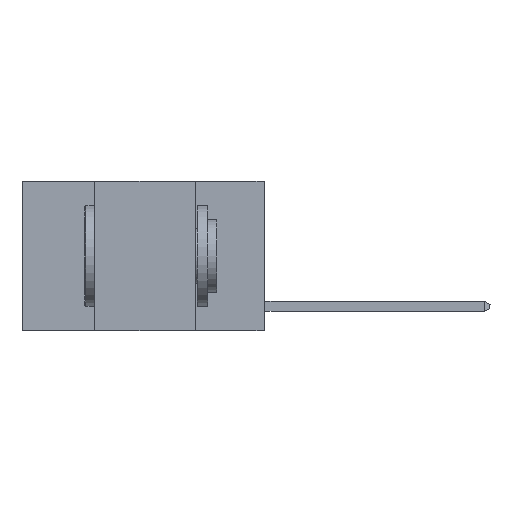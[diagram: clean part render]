
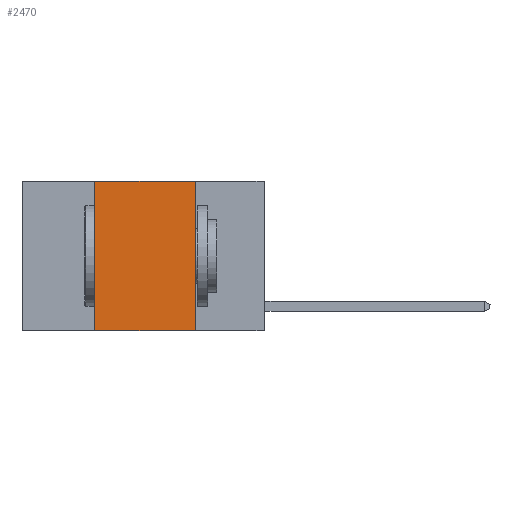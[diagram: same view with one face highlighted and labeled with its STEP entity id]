
A CAD part, left-side view. The second image highlights one B-rep face of the part: STEP entity #2470.
In plain terms, the highlighted planar face has unit normal (-1, 0, 0).
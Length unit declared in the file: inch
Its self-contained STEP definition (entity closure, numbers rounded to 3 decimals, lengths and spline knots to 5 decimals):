
#885 = CARTESIAN_POINT ( 'NONE',  ( 0., 0.42, 0. ) ) ;
#2470 = ADVANCED_FACE ( 'NONE', ( #6236 ), #20025, .F. ) ;
#3698 = LINE ( 'NONE', #27383, #28994 ) ;
#3905 = CARTESIAN_POINT ( 'NONE',  ( 0., 0.17, -0.37 ) ) ;
#4480 = VECTOR ( 'NONE', #15542, 39.37008 ) ;
#5284 = CARTESIAN_POINT ( 'NONE',  ( 0., 0.17, 0. ) ) ;
#5508 = ORIENTED_EDGE ( 'NONE', *, *, #13663, .F. ) ;
#6236 = FACE_OUTER_BOUND ( 'NONE', #7912, .T. ) ;
#6585 = VERTEX_POINT ( 'NONE', #3905 ) ;
#7912 = EDGE_LOOP ( 'NONE', ( #27389, #5508, #18754, #29149 ) ) ;
#8503 = DIRECTION ( 'NONE',  ( 0., -1., 0. ) ) ;
#9129 = AXIS2_PLACEMENT_3D ( 'NONE', #24905, #24600, #27328 ) ;
#9893 = EDGE_CURVE ( 'NONE', #18009, #6585, #22888, .T. ) ;
#10666 = CARTESIAN_POINT ( 'NONE',  ( 0., 0.6, -0.37 ) ) ;
#13234 = VECTOR ( 'NONE', #8503, 39.37008 ) ;
#13555 = EDGE_CURVE ( 'NONE', #16754, #6585, #16935, .T. ) ;
#13663 = EDGE_CURVE ( 'NONE', #19797, #16754, #15384, .T. ) ;
#15384 = LINE ( 'NONE', #29548, #17260 ) ;
#15389 = EDGE_CURVE ( 'NONE', #18009, #19797, #3698, .T. ) ;
#15542 = DIRECTION ( 'NONE',  ( 0., 0., -1. ) ) ;
#15661 = CARTESIAN_POINT ( 'NONE',  ( 0., 0.17, 0. ) ) ;
#15834 = DIRECTION ( 'NONE',  ( 0., -1., 0. ) ) ;
#16754 = VERTEX_POINT ( 'NONE', #15661 ) ;
#16935 = LINE ( 'NONE', #5284, #4480 ) ;
#17260 = VECTOR ( 'NONE', #15834, 39.37008 ) ;
#18009 = VERTEX_POINT ( 'NONE', #24613 ) ;
#18754 = ORIENTED_EDGE ( 'NONE', *, *, #15389, .F. ) ;
#19797 = VERTEX_POINT ( 'NONE', #885 ) ;
#20025 = PLANE ( 'NONE',  #9129 ) ;
#22888 = LINE ( 'NONE', #10666, #13234 ) ;
#24600 = DIRECTION ( 'NONE',  ( 1., 0., 0. ) ) ;
#24613 = CARTESIAN_POINT ( 'NONE',  ( 0., 0.42, -0.37 ) ) ;
#24905 = CARTESIAN_POINT ( 'NONE',  ( 0., 0.6, 0. ) ) ;
#24962 = DIRECTION ( 'NONE',  ( 0., 0., 1. ) ) ;
#27328 = DIRECTION ( 'NONE',  ( 0., 0., -1. ) ) ;
#27383 = CARTESIAN_POINT ( 'NONE',  ( 0., 0.42, 0. ) ) ;
#27389 = ORIENTED_EDGE ( 'NONE', *, *, #13555, .F. ) ;
#28994 = VECTOR ( 'NONE', #24962, 39.37008 ) ;
#29149 = ORIENTED_EDGE ( 'NONE', *, *, #9893, .T. ) ;
#29548 = CARTESIAN_POINT ( 'NONE',  ( 0., 0.6, 0. ) ) ;
